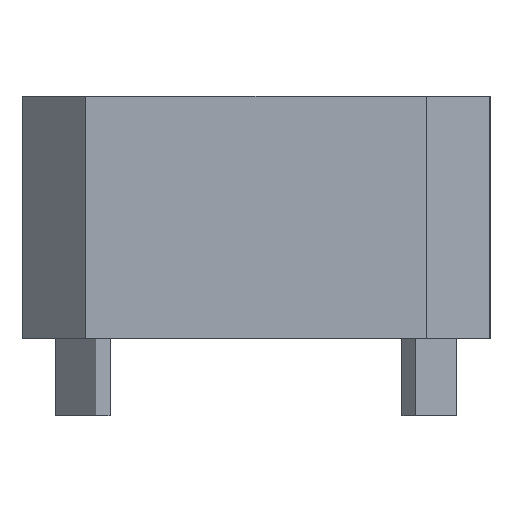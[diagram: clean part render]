
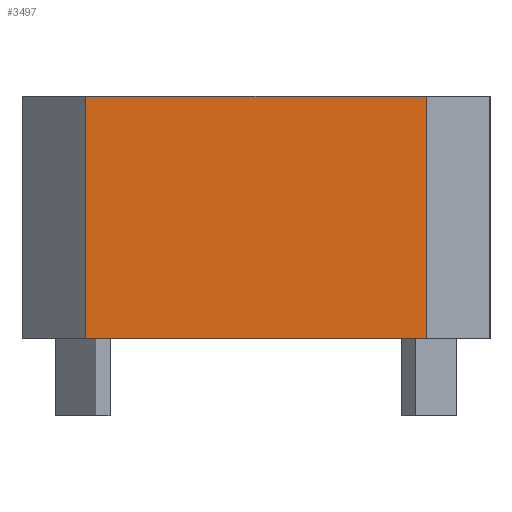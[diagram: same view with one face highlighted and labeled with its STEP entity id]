
A CAD part, left-side view. The second image highlights one B-rep face of the part: STEP entity #3497.
In plain terms, the highlighted planar face has unit normal (-1, 0, 0).
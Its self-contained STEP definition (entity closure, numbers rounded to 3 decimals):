
#627=FACE_OUTER_BOUND('',#967,.T.);
#967=EDGE_LOOP('',(#3249,#3250,#3251,#3252));
#977=LINE('',#4851,#1263);
#1203=LINE('',#5673,#1489);
#1254=LINE('',#5775,#1540);
#1255=LINE('',#5777,#1541);
#1263=VECTOR('',#3861,10.);
#1489=VECTOR('',#4679,10.);
#1540=VECTOR('',#4824,10.);
#1541=VECTOR('',#4827,10.);
#1549=VERTEX_POINT('',#4848);
#1550=VERTEX_POINT('',#4850);
#1849=VERTEX_POINT('',#5670);
#1850=VERTEX_POINT('',#5672);
#1861=EDGE_CURVE('',#1550,#1549,#977,.F.);
#2271=EDGE_CURVE('',#1849,#1850,#1203,.F.);
#2322=EDGE_CURVE('',#1549,#1850,#1254,.F.);
#2323=EDGE_CURVE('',#1550,#1849,#1255,.T.);
#3249=ORIENTED_EDGE('',*,*,#1861,.T.);
#3250=ORIENTED_EDGE('',*,*,#2322,.T.);
#3251=ORIENTED_EDGE('',*,*,#2271,.F.);
#3252=ORIENTED_EDGE('',*,*,#2323,.F.);
#3333=PLANE('',#3847);
#3497=ADVANCED_FACE('',(#627),#3333,.T.);
#3847=AXIS2_PLACEMENT_3D('',#5776,#4825,#4826);
#3861=DIRECTION('',(0.,1.,0.));
#4679=DIRECTION('',(0.,1.,0.));
#4824=DIRECTION('',(0.,0.,-1.));
#4825=DIRECTION('center_axis',(-1.,0.,0.));
#4826=DIRECTION('ref_axis',(0.,-1.,0.));
#4827=DIRECTION('',(0.,0.,1.));
#4848=CARTESIAN_POINT('',(-1.2,0.459,7.));
#4850=CARTESIAN_POINT('',(-1.2,21.541,7.));
#4851=CARTESIAN_POINT('',(-1.2,6.14,7.));
#5670=CARTESIAN_POINT('',(-1.2,21.541,22.));
#5672=CARTESIAN_POINT('',(-1.2,0.459,22.));
#5673=CARTESIAN_POINT('',(-1.2,6.131,22.));
#5775=CARTESIAN_POINT('',(-1.2,0.459,7.));
#5776=CARTESIAN_POINT('Origin',(-1.2,1.262,7.));
#5777=CARTESIAN_POINT('',(-1.2,21.541,7.));
